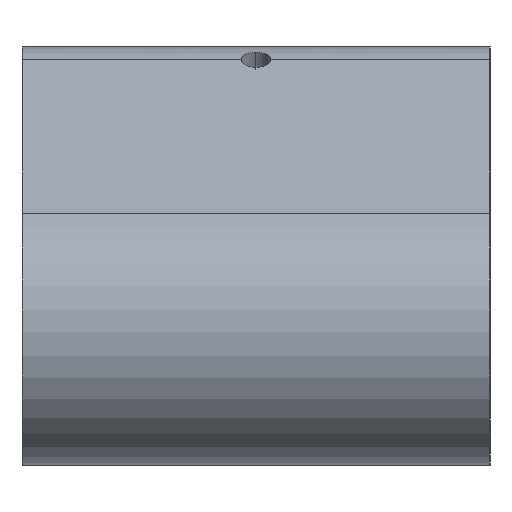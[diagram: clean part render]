
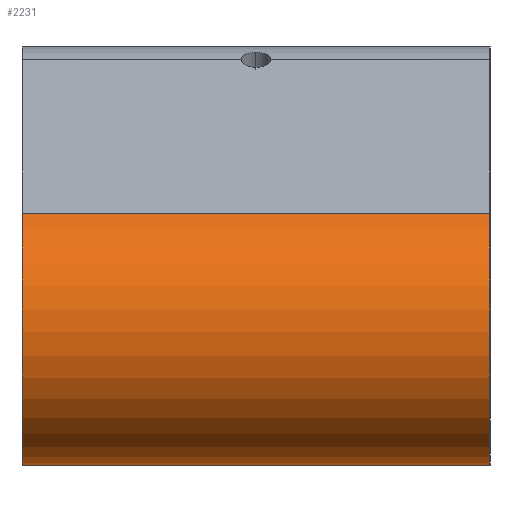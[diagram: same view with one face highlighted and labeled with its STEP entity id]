
A CAD part, left-side view. The second image highlights one B-rep face of the part: STEP entity #2231.
In plain terms, the highlighted cylindrical face has radius 17.55 mm (diameter 35.1 mm), a partial arc.
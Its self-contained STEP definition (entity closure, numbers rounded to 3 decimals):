
#126 = ORIENTED_EDGE ( 'NONE', *, *, #1424, .F. ) ;
#128 = VERTEX_POINT ( 'NONE', #891 ) ;
#217 = DIRECTION ( 'NONE',  ( 0., 1., 0. ) ) ;
#269 = EDGE_CURVE ( 'NONE', #2171, #2113, #1812, .T. ) ;
#347 = CARTESIAN_POINT ( 'NONE',  ( -76.5, 60., -17.55 ) ) ;
#363 = CARTESIAN_POINT ( 'NONE',  ( -76.5, 0., 0. ) ) ;
#466 = EDGE_CURVE ( 'NONE', #499, #128, #964, .T. ) ;
#499 = VERTEX_POINT ( 'NONE', #1108 ) ;
#592 = VECTOR ( 'NONE', #1733, 1000. ) ;
#796 = CYLINDRICAL_SURFACE ( 'NONE', #853, 17.55 ) ;
#853 = AXIS2_PLACEMENT_3D ( 'NONE', #2003, #1481, #1856 ) ;
#863 = DIRECTION ( 'NONE',  ( 0., 0., 1. ) ) ;
#882 = CARTESIAN_POINT ( 'NONE',  ( -86.027, 60., 14.739 ) ) ;
#891 = CARTESIAN_POINT ( 'NONE',  ( -86.027, 0., 14.739 ) ) ;
#913 = EDGE_LOOP ( 'NONE', ( #2054, #126, #1268, #1638 ) ) ;
#964 = CIRCLE ( 'NONE', #2029, 17.55 ) ;
#1108 = CARTESIAN_POINT ( 'NONE',  ( -76.5, 0., -17.55 ) ) ;
#1113 = CARTESIAN_POINT ( 'NONE',  ( -86.027, 60., 14.739 ) ) ;
#1268 = ORIENTED_EDGE ( 'NONE', *, *, #269, .F. ) ;
#1327 = FACE_OUTER_BOUND ( 'NONE', #913, .T. ) ;
#1369 = CARTESIAN_POINT ( 'NONE',  ( -76.5, 60., 0. ) ) ;
#1424 = EDGE_CURVE ( 'NONE', #2113, #128, #1465, .T. ) ;
#1465 = LINE ( 'NONE', #1113, #1883 ) ;
#1481 = DIRECTION ( 'NONE',  ( 0., -1., 0. ) ) ;
#1543 = DIRECTION ( 'NONE',  ( 0., -1., 0. ) ) ;
#1638 = ORIENTED_EDGE ( 'NONE', *, *, #2056, .T. ) ;
#1706 = AXIS2_PLACEMENT_3D ( 'NONE', #1369, #217, #1971 ) ;
#1733 = DIRECTION ( 'NONE',  ( 0., -1., 0. ) ) ;
#1812 = CIRCLE ( 'NONE', #1706, 17.55 ) ;
#1856 = DIRECTION ( 'NONE',  ( 0., 0., -1. ) ) ;
#1883 = VECTOR ( 'NONE', #1543, 1000. ) ;
#1936 = DIRECTION ( 'NONE',  ( 0., 1., 0. ) ) ;
#1971 = DIRECTION ( 'NONE',  ( 0., 0., 1. ) ) ;
#2003 = CARTESIAN_POINT ( 'NONE',  ( -76.5, 60., 0. ) ) ;
#2029 = AXIS2_PLACEMENT_3D ( 'NONE', #363, #1936, #863 ) ;
#2054 = ORIENTED_EDGE ( 'NONE', *, *, #466, .T. ) ;
#2056 = EDGE_CURVE ( 'NONE', #2171, #499, #2084, .T. ) ;
#2084 = LINE ( 'NONE', #347, #592 ) ;
#2113 = VERTEX_POINT ( 'NONE', #882 ) ;
#2117 = CARTESIAN_POINT ( 'NONE',  ( -76.5, 60., -17.55 ) ) ;
#2171 = VERTEX_POINT ( 'NONE', #2117 ) ;
#2231 = ADVANCED_FACE ( 'NONE', ( #1327 ), #796, .T. ) ;
